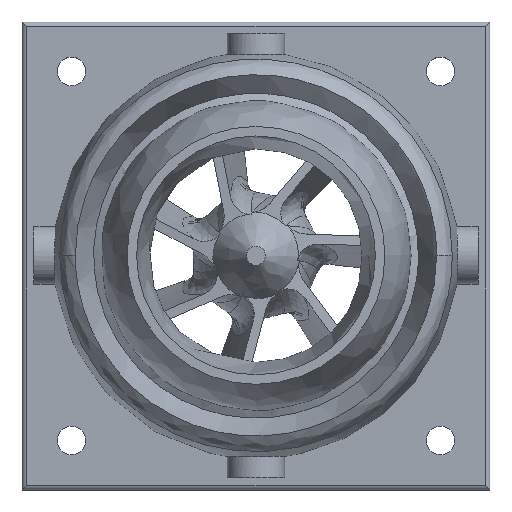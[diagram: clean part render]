
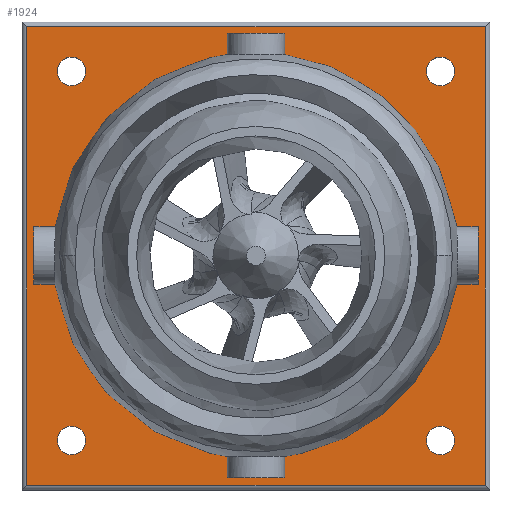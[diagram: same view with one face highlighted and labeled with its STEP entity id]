
A CAD part, top view. The second image highlights one B-rep face of the part: STEP entity #1924.
In plain terms, the highlighted planar face has unit normal (0, 0, 1).
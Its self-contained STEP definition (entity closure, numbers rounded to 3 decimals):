
#27=FACE_BOUND('',#425,.T.);
#28=FACE_BOUND('',#426,.T.);
#29=FACE_BOUND('',#427,.T.);
#30=FACE_BOUND('',#428,.T.);
#31=FACE_BOUND('',#429,.T.);
#67=LINE('',#5233,#122);
#69=LINE('',#5241,#124);
#71=LINE('',#5247,#126);
#74=LINE('',#5253,#129);
#122=VECTOR('',#2161,10.);
#124=VECTOR('',#2169,10.);
#126=VECTOR('',#2175,10.);
#129=VECTOR('',#2182,10.);
#188=PLANE('',#2021);
#219=CIRCLE('',#2022,1.5);
#220=CIRCLE('',#2023,1.5);
#221=CIRCLE('',#2024,1.5);
#222=CIRCLE('',#2025,1.5);
#320=FACE_OUTER_BOUND('',#424,.T.);
#424=EDGE_LOOP('',(#1587,#1588,#1589,#1590));
#425=EDGE_LOOP('',(#1591));
#426=EDGE_LOOP('',(#1592));
#427=EDGE_LOOP('',(#1593));
#428=EDGE_LOOP('',(#1594));
#429=EDGE_LOOP('',(#1595));
#633=B_SPLINE_CURVE_WITH_KNOTS('',3,(#5266,#5267,#5268,#5269,#5270,#5271,
#5272,#5273,#5274,#5275,#5276,#5277,#5278,#5279,#5280,#5281,#5282,#5283,
#5284,#5285,#5286,#5287,#5288,#5289,#5290,#5291,#5292,#5293,#5294,#5295,
#5296,#5297,#5298,#5299,#5300,#5301,#5302,#5303,#5304,#5305,#5306,#5307,
#5308),.UNSPECIFIED.,.T.,.F.,(4,3,3,3,3,3,3,3,3,3,3,3,3,3,4),(-11.908,
-10.987,-10.065,-9.451,-8.223,
-7.608,-6.38,-5.151,-4.537,
-3.923,-2.694,-1.773,-0.852,
0.07,0.991),.UNSPECIFIED.);
#805=VERTEX_POINT('',#5231);
#806=VERTEX_POINT('',#5232);
#809=VERTEX_POINT('',#5240);
#811=VERTEX_POINT('',#5246);
#816=VERTEX_POINT('',#5265);
#817=VERTEX_POINT('',#5309);
#818=VERTEX_POINT('',#5311);
#819=VERTEX_POINT('',#5313);
#820=VERTEX_POINT('',#5315);
#1073=EDGE_CURVE('',#805,#806,#67,.T.);
#1077=EDGE_CURVE('',#806,#809,#69,.T.);
#1080=EDGE_CURVE('',#809,#811,#71,.T.);
#1084=EDGE_CURVE('',#811,#805,#74,.T.);
#1090=EDGE_CURVE('',#816,#816,#633,.T.);
#1091=EDGE_CURVE('',#817,#817,#219,.T.);
#1092=EDGE_CURVE('',#818,#818,#220,.T.);
#1093=EDGE_CURVE('',#819,#819,#221,.T.);
#1094=EDGE_CURVE('',#820,#820,#222,.T.);
#1587=ORIENTED_EDGE('',*,*,#1073,.F.);
#1588=ORIENTED_EDGE('',*,*,#1084,.F.);
#1589=ORIENTED_EDGE('',*,*,#1080,.F.);
#1590=ORIENTED_EDGE('',*,*,#1077,.F.);
#1591=ORIENTED_EDGE('',*,*,#1090,.F.);
#1592=ORIENTED_EDGE('',*,*,#1091,.T.);
#1593=ORIENTED_EDGE('',*,*,#1092,.T.);
#1594=ORIENTED_EDGE('',*,*,#1093,.T.);
#1595=ORIENTED_EDGE('',*,*,#1094,.T.);
#1924=ADVANCED_FACE('',(#320,#27,#28,#29,#30,#31),#188,.T.);
#2021=AXIS2_PLACEMENT_3D('',#5264,#2192,#2193);
#2022=AXIS2_PLACEMENT_3D('',#5310,#2194,#2195);
#2023=AXIS2_PLACEMENT_3D('',#5312,#2196,#2197);
#2024=AXIS2_PLACEMENT_3D('',#5314,#2198,#2199);
#2025=AXIS2_PLACEMENT_3D('',#5316,#2200,#2201);
#2161=DIRECTION('',(0.,1.,0.));
#2169=DIRECTION('',(1.,0.,0.));
#2175=DIRECTION('',(0.,-1.,0.));
#2182=DIRECTION('',(-1.,0.,0.));
#2192=DIRECTION('center_axis',(0.,0.,1.));
#2193=DIRECTION('ref_axis',(1.,0.,0.));
#2194=DIRECTION('center_axis',(0.,0.,-1.));
#2195=DIRECTION('ref_axis',(-1.,0.,0.));
#2196=DIRECTION('center_axis',(0.,0.,-1.));
#2197=DIRECTION('ref_axis',(-1.,0.,0.));
#2198=DIRECTION('center_axis',(0.,0.,-1.));
#2199=DIRECTION('ref_axis',(-1.,0.,0.));
#2200=DIRECTION('center_axis',(0.,0.,-1.));
#2201=DIRECTION('ref_axis',(-1.,0.,0.));
#5231=CARTESIAN_POINT('',(-24.,-24.,3.));
#5232=CARTESIAN_POINT('',(-24.,24.,3.));
#5233=CARTESIAN_POINT('',(-24.,12.25,3.));
#5240=CARTESIAN_POINT('',(24.,24.,3.));
#5241=CARTESIAN_POINT('',(12.25,24.,3.));
#5246=CARTESIAN_POINT('',(24.,-24.,3.));
#5247=CARTESIAN_POINT('',(24.,-12.25,3.));
#5253=CARTESIAN_POINT('',(-12.25,-24.,3.));
#5264=CARTESIAN_POINT('Origin',(0.,0.,3.));
#5265=CARTESIAN_POINT('',(20.468,0.,3.));
#5266=CARTESIAN_POINT('Ctrl Pts',(20.468,0.,
3.));
#5267=CARTESIAN_POINT('Ctrl Pts',(20.468,3.062,3.));
#5268=CARTESIAN_POINT('Ctrl Pts',(19.77,6.126,3.));
#5269=CARTESIAN_POINT('Ctrl Pts',(18.442,8.883,3.));
#5270=CARTESIAN_POINT('Ctrl Pts',(17.114,11.64,3.));
#5271=CARTESIAN_POINT('Ctrl Pts',(15.155,14.089,3.));
#5272=CARTESIAN_POINT('Ctrl Pts',(12.762,16.001,3.));
#5273=CARTESIAN_POINT('Ctrl Pts',(11.167,17.277,3.));
#5274=CARTESIAN_POINT('Ctrl Pts',(9.378,18.313,3.));
#5275=CARTESIAN_POINT('Ctrl Pts',(7.478,19.057,3.));
#5276=CARTESIAN_POINT('Ctrl Pts',(3.677,20.544,3.));
#5277=CARTESIAN_POINT('Ctrl Pts',(-0.572,20.86,3.));
#5278=CARTESIAN_POINT('Ctrl Pts',(-4.554,19.959,3.));
#5279=CARTESIAN_POINT('Ctrl Pts',(-6.545,19.508,3.));
#5280=CARTESIAN_POINT('Ctrl Pts',(-8.469,18.754,3.));
#5281=CARTESIAN_POINT('Ctrl Pts',(-10.236,17.73,3.));
#5282=CARTESIAN_POINT('Ctrl Pts',(-13.769,15.682,3.));
#5283=CARTESIAN_POINT('Ctrl Pts',(-16.675,12.558,3.));
#5284=CARTESIAN_POINT('Ctrl Pts',(-18.445,8.884,3.));
#5285=CARTESIAN_POINT('Ctrl Pts',(-20.215,5.209,3.));
#5286=CARTESIAN_POINT('Ctrl Pts',(-20.85,0.984,3.));
#5287=CARTESIAN_POINT('Ctrl Pts',(-20.243,-3.051,3.));
#5288=CARTESIAN_POINT('Ctrl Pts',(-19.939,-5.069,3.));
#5289=CARTESIAN_POINT('Ctrl Pts',(-19.325,-7.039,3.));
#5290=CARTESIAN_POINT('Ctrl Pts',(-18.439,-8.879,3.));
#5291=CARTESIAN_POINT('Ctrl Pts',(-17.553,-10.719,3.));
#5292=CARTESIAN_POINT('Ctrl Pts',(-16.394,-12.43,3.));
#5293=CARTESIAN_POINT('Ctrl Pts',(-15.006,-13.925,3.));
#5294=CARTESIAN_POINT('Ctrl Pts',(-12.23,-16.916,3.));
#5295=CARTESIAN_POINT('Ctrl Pts',(-8.534,-19.048,3.));
#5296=CARTESIAN_POINT('Ctrl Pts',(-4.556,-19.958,3.));
#5297=CARTESIAN_POINT('Ctrl Pts',(-1.572,-20.641,3.));
#5298=CARTESIAN_POINT('Ctrl Pts',(1.571,-20.636,3.));
#5299=CARTESIAN_POINT('Ctrl Pts',(4.556,-19.954,3.));
#5300=CARTESIAN_POINT('Ctrl Pts',(7.541,-19.272,3.));
#5301=CARTESIAN_POINT('Ctrl Pts',(10.369,-17.912,3.));
#5302=CARTESIAN_POINT('Ctrl Pts',(12.762,-16.004,3.));
#5303=CARTESIAN_POINT('Ctrl Pts',(15.155,-14.096,3.));
#5304=CARTESIAN_POINT('Ctrl Pts',(17.114,-11.639,3.));
#5305=CARTESIAN_POINT('Ctrl Pts',(18.442,-8.881,3.));
#5306=CARTESIAN_POINT('Ctrl Pts',(19.77,-6.122,3.));
#5307=CARTESIAN_POINT('Ctrl Pts',(20.468,-3.062,3.));
#5308=CARTESIAN_POINT('Ctrl Pts',(20.468,0.,
3.));
#5309=CARTESIAN_POINT('',(20.821,19.321,3.));
#5310=CARTESIAN_POINT('Origin',(19.321,19.321,3.));
#5311=CARTESIAN_POINT('',(20.821,-19.321,3.));
#5312=CARTESIAN_POINT('Origin',(19.321,-19.321,3.));
#5313=CARTESIAN_POINT('',(-17.821,-19.321,3.));
#5314=CARTESIAN_POINT('Origin',(-19.321,-19.321,3.));
#5315=CARTESIAN_POINT('',(-17.821,19.321,3.));
#5316=CARTESIAN_POINT('Origin',(-19.321,19.321,3.));
